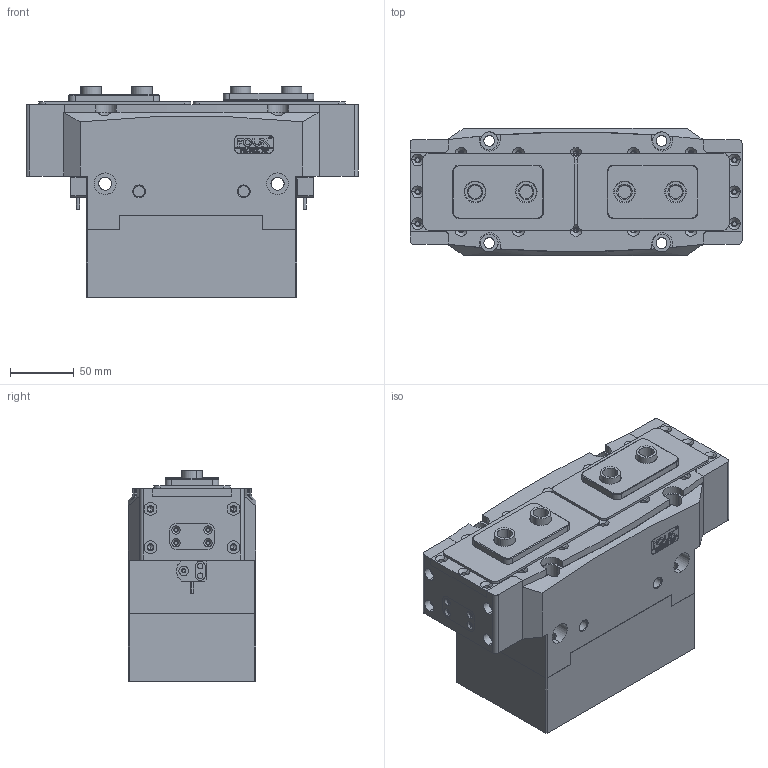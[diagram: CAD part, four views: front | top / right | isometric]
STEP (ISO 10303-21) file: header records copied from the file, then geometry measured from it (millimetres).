
FILE_DESCRIPTION (( 'STEP AP203' ), '1' );
FILE_NAME ('TR102-200-P-NO.STEP', '2024-11-20T01:08:08', ( 'USER-' ), ( 'Microsoft' ), 'SwSTEP 2.0', 'SolidWorks 2018', '' );
FILE_SCHEMA (( 'CONFIG_CONTROL_DESIGN' ));
Length unit declared in the file: millimetre
Products named in the file (28): TR102-200-M-01-A 褲极; TR102-200滅鳥杅耀-陔.sldasm-Part-4; TR102-200滅鳥杅耀-陔.sldasm-Part-18; TR102-200-NC杅耀; 埴翐芛_GB_FASTENER_SCREWS_HSHCS M2X8-N; TR102-200滅鳥杅耀-陔.sldasm-Part-13; TR102-200-NC杅耀.sldasm-Part-5; TR102-200滅鳥杅耀-陔.sldasm-Part-6; TR102-200滅鳥杅耀-陔.sldasm-Part-2; TR102-200滅鳥杅耀-陔.sldasm-Part-12; TR102-200滅鳥杅耀-陔.sldasm-Part-15; 8-30 換覜ん; TR102-200滅鳥杅耀-陔.sldasm-Part-3; TR102-200滅鳥杅耀-陔.sldasm-Part-1; TR102-200滅鳥杅耀-陔.sldasm-Part-9; TR102-200滅鳥杅耀-陔.sldasm-Part-11; TR102-200滅鳥杅耀-陔.sldasm-Part-14; 揤輸杅耀.sldasm-Part-9; TR102-200滅鳥杅耀-陔.sldasm-Part-8; TR102-200滅鳥杅耀-陔.sldasm-Part-10; TR102-200滅鳥杅耀-陔.sldasm-Part-17; TR102-200滅鳥杅耀-陔.sldasm-Part-5; TR102-200滅鳥杅耀-陔.sldasm-Part-16; 30x14-R3; 揤輸蚾饜极; TR102-200梓袧遴; TR200賑輸-耀倰; TR102-200-P-NO
Assembly tree (31 placements, depth 5):
  TR102-200-P-NO
    TR102-200滅鳥杅耀-陔.sldasm-Part-1
    TR102-200滅鳥杅耀-陔.sldasm-Part-2
    TR102-200滅鳥杅耀-陔.sldasm-Part-3
    TR102-200滅鳥杅耀-陔.sldasm-Part-4
    TR102-200滅鳥杅耀-陔.sldasm-Part-5
    TR102-200滅鳥杅耀-陔.sldasm-Part-6
    TR102-200滅鳥杅耀-陔.sldasm-Part-8
    TR102-200滅鳥杅耀-陔.sldasm-Part-9
    TR102-200滅鳥杅耀-陔.sldasm-Part-10
    TR102-200滅鳥杅耀-陔.sldasm-Part-11
    TR102-200滅鳥杅耀-陔.sldasm-Part-12
    TR102-200滅鳥杅耀-陔.sldasm-Part-13
    TR102-200滅鳥杅耀-陔.sldasm-Part-14
    TR102-200滅鳥杅耀-陔.sldasm-Part-15
    TR102-200滅鳥杅耀-陔.sldasm-Part-16
    TR102-200滅鳥杅耀-陔.sldasm-Part-17
    TR102-200滅鳥杅耀-陔.sldasm-Part-18
    TR102-200-NC杅耀
      TR102-200-NC杅耀.sldasm-Part-5
      TR102-200梓袧遴
        TR102-200-M-01-A 褲极
        TR200賑輸-耀倰  x2
        8-30 換覜ん  x2
        揤輸蚾饜极  x2
          揤輸杅耀.sldasm-Part-9
          埴翐芛_GB_FASTENER_SCREWS_HSHCS M2X8-N
        30x14-R3
Bounding box: 260 x 100 x 165 mm (x, y, z)
Volume: 2777201.6 mm3; surface area: 382344.1 mm2
Topology: 30 solids, 40 shells, 1753 faces, 4455 edges, 2796 vertices
Faces by surface type: plane 771, cylinder 544, cone 326, bspline 88, torus 24
Entity records: 55048 total; most frequent: CARTESIAN_POINT 13579, DIRECTION 8034, ORIENTED_EDGE 7880, EDGE_CURVE 3940, AXIS2_PLACEMENT_3D 2808, VERTEX_POINT 2531, VECTOR 2418, LINE 2418
